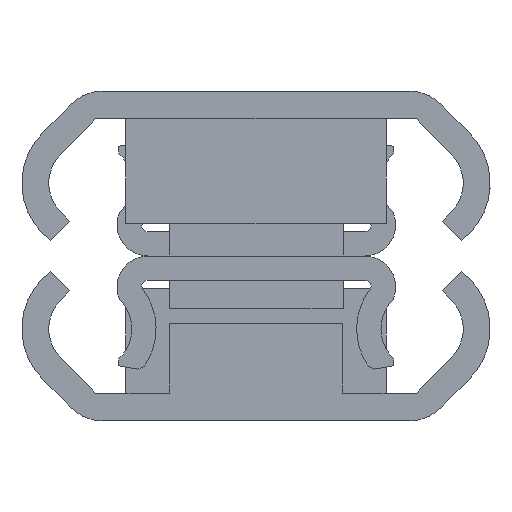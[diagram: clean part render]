
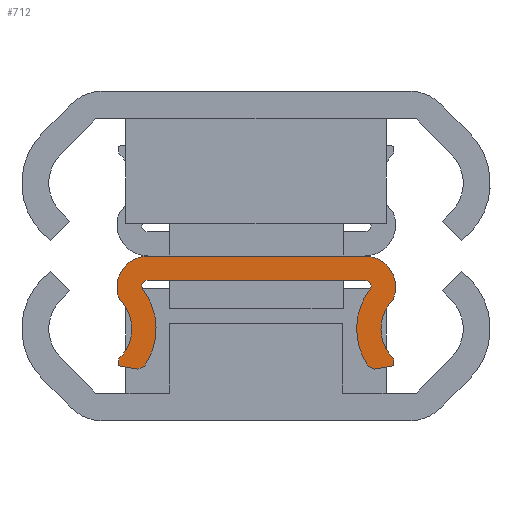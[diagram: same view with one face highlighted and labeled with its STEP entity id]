
A CAD part, left-side view. The second image highlights one B-rep face of the part: STEP entity #712.
In plain terms, the highlighted planar face has unit normal (-1, 0, 0).
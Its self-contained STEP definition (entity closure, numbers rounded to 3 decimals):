
#12 = LINE ( 'NONE', #1588, #3511 ) ;
#82 = EDGE_LOOP ( 'NONE', ( #1374, #1375, #1372, #1381, #1376, #1390, #1391, #1397, #1398, #1403, #1406, #1413, #1411, #1313, #1405, #1312 ) ) ;
#130 = LINE ( 'NONE', #2244, #961 ) ;
#357 = VERTEX_POINT ( 'NONE', #549 ) ;
#364 = VERTEX_POINT ( 'NONE', #656 ) ;
#367 = VERTEX_POINT ( 'NONE', #598 ) ;
#382 = VERTEX_POINT ( 'NONE', #584 ) ;
#384 = VERTEX_POINT ( 'NONE', #578 ) ;
#413 = VERTEX_POINT ( 'NONE', #683 ) ;
#415 = VERTEX_POINT ( 'NONE', #630 ) ;
#441 = VERTEX_POINT ( 'NONE', #517 ) ;
#517 = CARTESIAN_POINT ( 'NONE',  ( -106.65, 7.931, -5.934 ) ) ;
#549 = CARTESIAN_POINT ( 'NONE',  ( -106.65, -6.239, 0. ) ) ;
#578 = CARTESIAN_POINT ( 'NONE',  ( -106.65, 7.879, -2.517 ) ) ;
#584 = CARTESIAN_POINT ( 'NONE',  ( -106.65, -6.831, -6.522 ) ) ;
#598 = CARTESIAN_POINT ( 'NONE',  ( -106.65, 6.551, -1.914 ) ) ;
#630 = CARTESIAN_POINT ( 'NONE',  ( -106.65, 7.931, -6.328 ) ) ;
#656 = CARTESIAN_POINT ( 'NONE',  ( -106.65, -7.931, -6.328 ) ) ;
#683 = CARTESIAN_POINT ( 'NONE',  ( -106.65, -7.879, -2.517 ) ) ;
#712 = ADVANCED_FACE ( 'NONE', ( #1196 ), #2496, .T. ) ;
#763 = EDGE_CURVE ( 'NONE', #413, #357, #3561, .T. ) ;
#775 = EDGE_CURVE ( 'NONE', #2874, #2900, #3516, .T. ) ;
#788 = EDGE_CURVE ( 'NONE', #364, #2821, #12, .T. ) ;
#825 = EDGE_CURVE ( 'NONE', #2900, #2839, #1966, .T. ) ;
#828 = EDGE_CURVE ( 'NONE', #2839, #382, #910, .T. ) ;
#835 = EDGE_CURVE ( 'NONE', #367, #1366, #1983, .T. ) ;
#857 = EDGE_CURVE ( 'NONE', #1366, #2874, #3736, .T. ) ;
#864 = EDGE_CURVE ( 'NONE', #357, #2893, #3744, .T. ) ;
#867 = EDGE_CURVE ( 'NONE', #382, #364, #3746, .T. ) ;
#888 = EDGE_CURVE ( 'NONE', #2821, #413, #3044, .T. ) ;
#910 = LINE ( 'NONE', #3326, #2016 ) ;
#938 = CIRCLE ( 'NONE', #970, 1.793 ) ;
#940 = CIRCLE ( 'NONE', #965, 3.78 ) ;
#952 = AXIS2_PLACEMENT_3D ( 'NONE', #2408, #2265, #2431 ) ;
#957 = VECTOR ( 'NONE', #2336, 1000. ) ;
#958 = CIRCLE ( 'NONE', #952, 2.38 ) ;
#961 = VECTOR ( 'NONE', #2246, 1000. ) ;
#965 = AXIS2_PLACEMENT_3D ( 'NONE', #2148, #2125, #2214 ) ;
#970 = AXIS2_PLACEMENT_3D ( 'NONE', #2218, #2197, #2432 ) ;
#1061 = EDGE_CURVE ( 'NONE', #2862, #2864, #3804, .T. ) ;
#1104 = EDGE_CURVE ( 'NONE', #2893, #384, #938, .T. ) ;
#1121 = EDGE_CURVE ( 'NONE', #384, #441, #958, .T. ) ;
#1122 = EDGE_CURVE ( 'NONE', #441, #415, #3872, .T. ) ;
#1131 = EDGE_CURVE ( 'NONE', #415, #2862, #130, .T. ) ;
#1133 = EDGE_CURVE ( 'NONE', #2864, #367, #940, .T. ) ;
#1196 = FACE_OUTER_BOUND ( 'NONE', #82, .T. ) ;
#1312 = ORIENTED_EDGE ( 'NONE', *, *, #888, .T. ) ;
#1313 = ORIENTED_EDGE ( 'NONE', *, *, #867, .T. ) ;
#1366 = VERTEX_POINT ( 'NONE', #2167 ) ;
#1372 = ORIENTED_EDGE ( 'NONE', *, *, #1104, .T. ) ;
#1374 = ORIENTED_EDGE ( 'NONE', *, *, #763, .T. ) ;
#1375 = ORIENTED_EDGE ( 'NONE', *, *, #864, .T. ) ;
#1376 = ORIENTED_EDGE ( 'NONE', *, *, #1122, .T. ) ;
#1381 = ORIENTED_EDGE ( 'NONE', *, *, #1121, .T. ) ;
#1390 = ORIENTED_EDGE ( 'NONE', *, *, #1131, .T. ) ;
#1391 = ORIENTED_EDGE ( 'NONE', *, *, #1061, .T. ) ;
#1397 = ORIENTED_EDGE ( 'NONE', *, *, #1133, .T. ) ;
#1398 = ORIENTED_EDGE ( 'NONE', *, *, #835, .T. ) ;
#1403 = ORIENTED_EDGE ( 'NONE', *, *, #857, .T. ) ;
#1405 = ORIENTED_EDGE ( 'NONE', *, *, #788, .T. ) ;
#1406 = ORIENTED_EDGE ( 'NONE', *, *, #775, .T. ) ;
#1411 = ORIENTED_EDGE ( 'NONE', *, *, #828, .T. ) ;
#1413 = ORIENTED_EDGE ( 'NONE', *, *, #825, .T. ) ;
#1457 = DIRECTION ( 'NONE',  ( 0., 0., 1. ) ) ;
#1458 = DIRECTION ( 'NONE',  ( -1., 0., 0. ) ) ;
#1465 = CARTESIAN_POINT ( 'NONE',  ( -106.65, -6.239, -1.793 ) ) ;
#1507 = DIRECTION ( 'NONE',  ( 0., 0., 1. ) ) ;
#1528 = CARTESIAN_POINT ( 'NONE',  ( -106.65, -6.297, -1.72 ) ) ;
#1561 = DIRECTION ( 'NONE',  ( 1., 0., 0. ) ) ;
#1584 = DIRECTION ( 'NONE',  ( 0., 0., 1. ) ) ;
#1588 = CARTESIAN_POINT ( 'NONE',  ( -106.65, -7.931, -5.934 ) ) ;
#1819 = CARTESIAN_POINT ( 'NONE',  ( -106.65, -7.931, -5.934 ) ) ;
#1828 = CARTESIAN_POINT ( 'NONE',  ( -106.65, -6.453, -6.35 ) ) ;
#1832 = CARTESIAN_POINT ( 'NONE',  ( -106.65, 6.831, -6.522 ) ) ;
#1834 = CARTESIAN_POINT ( 'NONE',  ( -106.65, 6.453, -6.35 ) ) ;
#1838 = CARTESIAN_POINT ( 'NONE',  ( -106.65, -6.297, -1.4 ) ) ;
#1843 = CARTESIAN_POINT ( 'NONE',  ( -106.65, 6.239, 0. ) ) ;
#1846 = CARTESIAN_POINT ( 'NONE',  ( -106.65, -6.551, -1.914 ) ) ;
#1963 = VECTOR ( 'NONE', #3204, 1000. ) ;
#1966 = CIRCLE ( 'NONE', #1995, 3.78 ) ;
#1967 = VECTOR ( 'NONE', #3421, 1000. ) ;
#1983 = CIRCLE ( 'NONE', #2007, 0.32 ) ;
#1995 = AXIS2_PLACEMENT_3D ( 'NONE', #3198, #3231, #3307 ) ;
#2007 = AXIS2_PLACEMENT_3D ( 'NONE', #3234, #3335, #3218 ) ;
#2008 = VECTOR ( 'NONE', #3237, 1000. ) ;
#2016 = VECTOR ( 'NONE', #3304, 1000. ) ;
#2125 = DIRECTION ( 'NONE',  ( -1., 0., 0. ) ) ;
#2127 = CARTESIAN_POINT ( 'NONE',  ( -106.65, 7.931, -5.934 ) ) ;
#2148 = CARTESIAN_POINT ( 'NONE',  ( -106.65, 9.561, -4.2 ) ) ;
#2167 = CARTESIAN_POINT ( 'NONE',  ( -106.65, 6.297, -1.4 ) ) ;
#2197 = DIRECTION ( 'NONE',  ( -1., 0., 0. ) ) ;
#2214 = DIRECTION ( 'NONE',  ( 0., 0., 1. ) ) ;
#2218 = CARTESIAN_POINT ( 'NONE',  ( -106.65, 6.239, -1.793 ) ) ;
#2244 = CARTESIAN_POINT ( 'NONE',  ( -106.65, 7.931, -6.328 ) ) ;
#2246 = DIRECTION ( 'NONE',  ( 0., -0.985, -0.174 ) ) ;
#2265 = DIRECTION ( 'NONE',  ( 1., 0., 0. ) ) ;
#2336 = DIRECTION ( 'NONE',  ( 0., 0., -1. ) ) ;
#2408 = CARTESIAN_POINT ( 'NONE',  ( -106.65, 9.561, -4.2 ) ) ;
#2431 = DIRECTION ( 'NONE',  ( 0., 0., 1. ) ) ;
#2432 = DIRECTION ( 'NONE',  ( 0., 0., 1. ) ) ;
#2448 = DIRECTION ( 'NONE',  ( -1., 0., 0. ) ) ;
#2496 = PLANE ( 'NONE',  #2805 ) ;
#2498 = DIRECTION ( 'NONE',  ( 0., 0., 1. ) ) ;
#2507 = CARTESIAN_POINT ( 'NONE',  ( -106.65, 9.592, -6.999 ) ) ;
#2584 = VECTOR ( 'NONE', #3097, 1000. ) ;
#2805 = AXIS2_PLACEMENT_3D ( 'NONE', #2507, #2448, #2498 ) ;
#2821 = VERTEX_POINT ( 'NONE', #1819 ) ;
#2839 = VERTEX_POINT ( 'NONE', #1828 ) ;
#2862 = VERTEX_POINT ( 'NONE', #1832 ) ;
#2864 = VERTEX_POINT ( 'NONE', #1834 ) ;
#2874 = VERTEX_POINT ( 'NONE', #1838 ) ;
#2893 = VERTEX_POINT ( 'NONE', #1843 ) ;
#2900 = VERTEX_POINT ( 'NONE', #1846 ) ;
#3017 = AXIS2_PLACEMENT_3D ( 'NONE', #3196, #3377, #3179 ) ;
#3044 = CIRCLE ( 'NONE', #3017, 2.38 ) ;
#3097 = DIRECTION ( 'NONE',  ( 0., -0.911, 0.412 ) ) ;
#3104 = CARTESIAN_POINT ( 'NONE',  ( -106.65, 9.592, 0. ) ) ;
#3179 = DIRECTION ( 'NONE',  ( 0., 0., 1. ) ) ;
#3196 = CARTESIAN_POINT ( 'NONE',  ( -106.65, -9.561, -4.2 ) ) ;
#3198 = CARTESIAN_POINT ( 'NONE',  ( -106.65, -9.561, -4.2 ) ) ;
#3204 = DIRECTION ( 'NONE',  ( 0., -1., 0. ) ) ;
#3216 = CARTESIAN_POINT ( 'NONE',  ( -106.65, -7.931, -6.328 ) ) ;
#3218 = DIRECTION ( 'NONE',  ( 0., 0., 1. ) ) ;
#3231 = DIRECTION ( 'NONE',  ( -1., 0., 0. ) ) ;
#3234 = CARTESIAN_POINT ( 'NONE',  ( -106.65, 6.297, -1.72 ) ) ;
#3237 = DIRECTION ( 'NONE',  ( 0., 1., 0. ) ) ;
#3262 = CARTESIAN_POINT ( 'NONE',  ( -106.65, 6.831, -6.522 ) ) ;
#3304 = DIRECTION ( 'NONE',  ( 0., -0.911, -0.412 ) ) ;
#3307 = DIRECTION ( 'NONE',  ( 0., 0., 1. ) ) ;
#3326 = CARTESIAN_POINT ( 'NONE',  ( -106.65, -6.831, -6.522 ) ) ;
#3335 = DIRECTION ( 'NONE',  ( 1., 0., 0. ) ) ;
#3368 = CARTESIAN_POINT ( 'NONE',  ( -106.65, 6.297, -1.4 ) ) ;
#3377 = DIRECTION ( 'NONE',  ( 1., 0., 0. ) ) ;
#3421 = DIRECTION ( 'NONE',  ( 0., -0.985, 0.174 ) ) ;
#3511 = VECTOR ( 'NONE', #1584, 1000. ) ;
#3516 = CIRCLE ( 'NONE', #3572, 0.32 ) ;
#3561 = CIRCLE ( 'NONE', #3565, 1.793 ) ;
#3565 = AXIS2_PLACEMENT_3D ( 'NONE', #1465, #1458, #1457 ) ;
#3572 = AXIS2_PLACEMENT_3D ( 'NONE', #1528, #1561, #1507 ) ;
#3736 = LINE ( 'NONE', #3368, #1963 ) ;
#3744 = LINE ( 'NONE', #3104, #2008 ) ;
#3746 = LINE ( 'NONE', #3216, #1967 ) ;
#3804 = LINE ( 'NONE', #3262, #2584 ) ;
#3872 = LINE ( 'NONE', #2127, #957 ) ;
